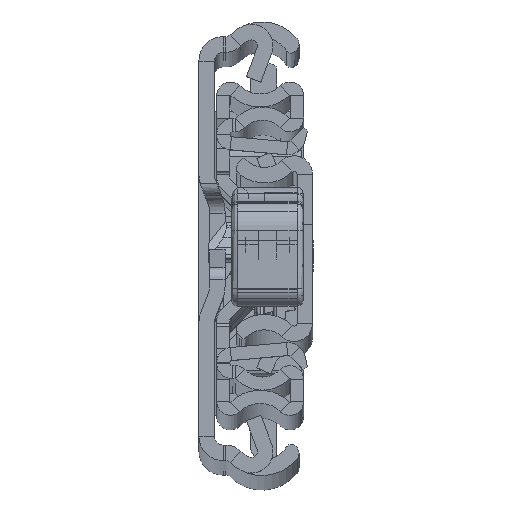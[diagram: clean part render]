
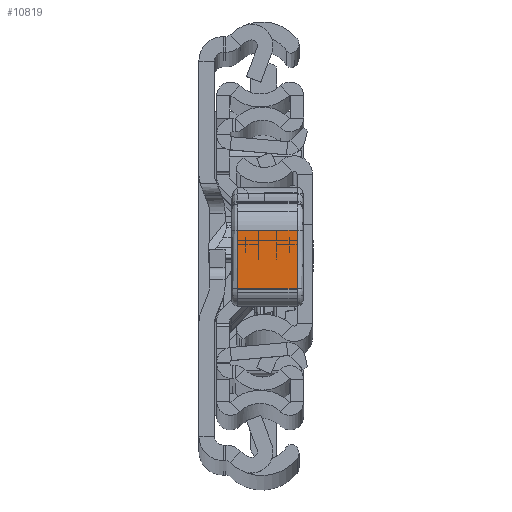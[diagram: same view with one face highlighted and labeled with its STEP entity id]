
A CAD part, top view. The second image highlights one B-rep face of the part: STEP entity #10819.
In plain terms, the highlighted face is planar.
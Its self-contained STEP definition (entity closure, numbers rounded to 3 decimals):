
#237 = CARTESIAN_POINT ( 'NONE',  ( 39.818, -2.465, 11. ) ) ;
#889 = PLANE ( 'NONE',  #29440 ) ;
#1717 = CARTESIAN_POINT ( 'NONE',  ( 39.55, -12.274, 11. ) ) ;
#2028 = CARTESIAN_POINT ( 'NONE',  ( 39.55, -12.274, 0. ) ) ;
#2119 = VECTOR ( 'NONE', #4420, 1000. ) ;
#4269 = VERTEX_POINT ( 'NONE', #2028 ) ;
#4420 = DIRECTION ( 'NONE',  ( 0., 0., -1. ) ) ;
#4600 = ORIENTED_EDGE ( 'NONE', *, *, #5430, .T. ) ;
#5403 = EDGE_CURVE ( 'NONE', #7489, #4269, #29149, .T. ) ;
#5430 = EDGE_CURVE ( 'NONE', #4269, #18503, #31327, .T. ) ;
#6577 = DIRECTION ( 'NONE',  ( 0.027, 1., 0. ) ) ;
#7489 = VERTEX_POINT ( 'NONE', #23040 ) ;
#10286 = EDGE_CURVE ( 'NONE', #18503, #31556, #27153, .T. ) ;
#10331 = EDGE_CURVE ( 'NONE', #31556, #7489, #18700, .T. ) ;
#10819 = ADVANCED_FACE ( 'NONE', ( #11906 ), #889, .F. ) ;
#11204 = CARTESIAN_POINT ( 'NONE',  ( 39.55, -12.274, 11. ) ) ;
#11906 = FACE_OUTER_BOUND ( 'NONE', #13937, .T. ) ;
#13452 = CARTESIAN_POINT ( 'NONE',  ( 39.818, -2.465, 0. ) ) ;
#13793 = DIRECTION ( 'NONE',  ( 0., 0., 1. ) ) ;
#13937 = EDGE_LOOP ( 'NONE', ( #23922, #4600, #22309, #29134 ) ) ;
#14457 = VECTOR ( 'NONE', #30215, 1000. ) ;
#15426 = CARTESIAN_POINT ( 'NONE',  ( 39.818, -2.465, 10. ) ) ;
#17700 = VECTOR ( 'NONE', #6577, 1000. ) ;
#18503 = VERTEX_POINT ( 'NONE', #13452 ) ;
#18700 = LINE ( 'NONE', #24645, #14457 ) ;
#22309 = ORIENTED_EDGE ( 'NONE', *, *, #10286, .T. ) ;
#22939 = DIRECTION ( 'NONE',  ( -1., 0.027, 0. ) ) ;
#23036 = CARTESIAN_POINT ( 'NONE',  ( 39.55, -12.274, 0. ) ) ;
#23040 = CARTESIAN_POINT ( 'NONE',  ( 39.55, -12.274, 10. ) ) ;
#23922 = ORIENTED_EDGE ( 'NONE', *, *, #5403, .T. ) ;
#24645 = CARTESIAN_POINT ( 'NONE',  ( 39.55, -12.274, 10. ) ) ;
#27153 = LINE ( 'NONE', #237, #32852 ) ;
#29134 = ORIENTED_EDGE ( 'NONE', *, *, #10331, .T. ) ;
#29149 = LINE ( 'NONE', #1717, #2119 ) ;
#29440 = AXIS2_PLACEMENT_3D ( 'NONE', #11204, #22939, #33233 ) ;
#30215 = DIRECTION ( 'NONE',  ( -0.027, -1., 0. ) ) ;
#31327 = LINE ( 'NONE', #23036, #17700 ) ;
#31556 = VERTEX_POINT ( 'NONE', #15426 ) ;
#32852 = VECTOR ( 'NONE', #13793, 1000. ) ;
#33233 = DIRECTION ( 'NONE',  ( -0.027, -1., 0. ) ) ;
